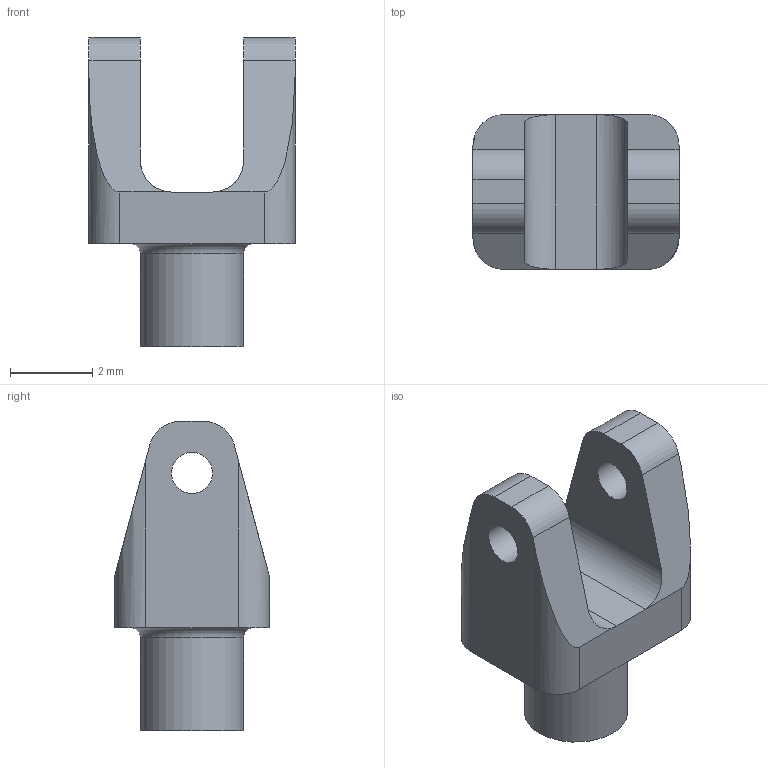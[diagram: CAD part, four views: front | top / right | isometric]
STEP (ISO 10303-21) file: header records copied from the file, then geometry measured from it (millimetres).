
FILE_DESCRIPTION(/* description */ (''),/* implementation_level */ '2;1');
FILE_NAME(/* name */ 'ujoint driveshaft v2.step',/* time_stamp */ '2025-05-14T16:29:48-07:00',/* author */ (''),/* organization */ (''),/* preprocessor_version */ 'ST-DEVELOPER v20.1',/* originating_system */ 'Autodesk Translation Framework v14.4.0.0',/* authorisation */ '');
FILE_SCHEMA (('AUTOMOTIVE_DESIGN { 1 0 10303 214 3 1 1 }'));
Length unit declared in the file: millimetre
Products named in the file (1): ujoint driveshaft
Bounding box: 5 x 3.75 x 7.5 mm (x, y, z)
Volume: 54.8 mm3; surface area: 143.6 mm2
Topology: 1 solids, 1 shells, 31 faces, 76 edges, 49 vertices
Faces by surface type: plane 16, cylinder 14, torus 1
Full cylindrical faces by diameter (mm): 1 x2, 1.5 x1, 2.5 x1
Entity records: 961 total; most frequent: DIRECTION 170, CARTESIAN_POINT 157, ORIENTED_EDGE 152, EDGE_CURVE 76, AXIS2_PLACEMENT_3D 62, VERTEX_POINT 49, LINE 46, VECTOR 46
